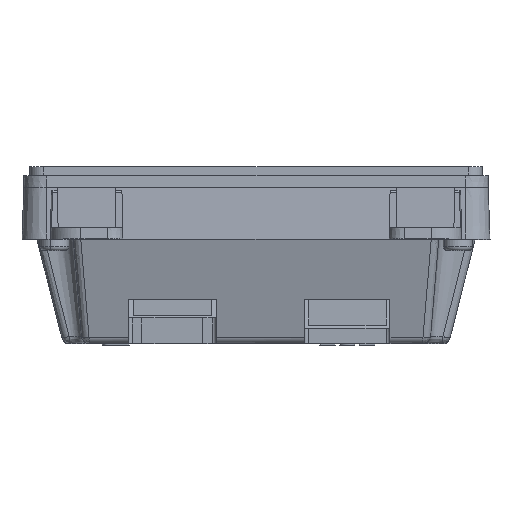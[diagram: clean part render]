
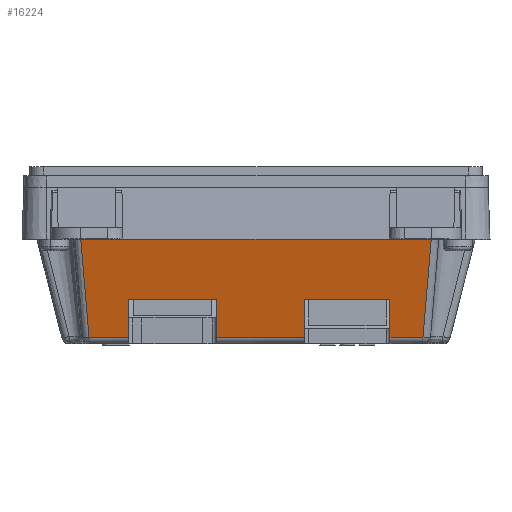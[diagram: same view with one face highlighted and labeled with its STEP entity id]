
A CAD part, top view. The second image highlights one B-rep face of the part: STEP entity #16224.
In plain terms, the highlighted planar face has unit normal (0, -0.248, 0.969).
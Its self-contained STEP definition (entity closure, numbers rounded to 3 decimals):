
#12 = CARTESIAN_POINT ( 'NONE',  ( 6.4, 9.8, 21.775 ) ) ;
#310 = CARTESIAN_POINT ( 'NONE',  ( 24., 4.752, 20.481 ) ) ;
#361 = ORIENTED_EDGE ( 'NONE', *, *, #25545, .T. ) ;
#635 = LINE ( 'NONE', #4986, #6238 ) ;
#1000 = CARTESIAN_POINT ( 'NONE',  ( 24., 17.7, 23.8 ) ) ;
#1272 = ORIENTED_EDGE ( 'NONE', *, *, #15320, .T. ) ;
#1520 = CARTESIAN_POINT ( 'NONE',  ( 22.147, 7.396, 21.159 ) ) ;
#1614 = CARTESIAN_POINT ( 'NONE',  ( 24., 17.7, 23.8 ) ) ;
#1715 = LINE ( 'NONE', #310, #18648 ) ;
#1770 = CARTESIAN_POINT ( 'NONE',  ( 24., 9.8, 21.775 ) ) ;
#1917 = CARTESIAN_POINT ( 'NONE',  ( 17.6, 4.752, 20.481 ) ) ;
#2046 = DIRECTION ( 'NONE',  ( 1., 0., 0. ) ) ;
#2095 = ORIENTED_EDGE ( 'NONE', *, *, #8817, .T. ) ;
#2189 = CARTESIAN_POINT ( 'NONE',  ( 6.4, 4.752, 20.481 ) ) ;
#2318 = VERTEX_POINT ( 'NONE', #1917 ) ;
#2662 = VERTEX_POINT ( 'NONE', #10296 ) ;
#2907 = ORIENTED_EDGE ( 'NONE', *, *, #6953, .T. ) ;
#3286 = CARTESIAN_POINT ( 'NONE',  ( 21.931, 4.752, 20.481 ) ) ;
#3502 = DIRECTION ( 'NONE',  ( -1., 0., 0. ) ) ;
#3765 = VERTEX_POINT ( 'NONE', #23162 ) ;
#3774 = CARTESIAN_POINT ( 'NONE',  ( 17.6, 9.8, 21.775 ) ) ;
#4026 = DIRECTION ( 'NONE',  ( 0., 0.969, 0.248 ) ) ;
#4136 = VECTOR ( 'NONE', #4026, 1000. ) ;
#4635 = EDGE_CURVE ( 'NONE', #2318, #22558, #22753, .T. ) ;
#4661 = EDGE_LOOP ( 'NONE', ( #16370, #8620, #16153, #1272, #2907, #13751, #361, #10288, #2095, #17222, #24352, #17782 ) ) ;
#4732 = DIRECTION ( 'NONE',  ( 0., 0.969, 0.248 ) ) ;
#4848 = B_SPLINE_CURVE_WITH_KNOTS ( 'NONE', 3,
 ( #24366, #20731, #8884, #18506 ),
 .UNSPECIFIED., .F., .F.,
 ( 4, 4 ),
 ( 0., 1. ),
 .UNSPECIFIED. ) ;
#4986 = CARTESIAN_POINT ( 'NONE',  ( -5.25, 9.8, 21.775 ) ) ;
#5038 = VECTOR ( 'NONE', #21694, 1000. ) ;
#5666 = CARTESIAN_POINT ( 'NONE',  ( 22.509, 11.712, 22.265 ) ) ;
#5748 = EDGE_CURVE ( 'NONE', #8777, #20227, #1715, .T. ) ;
#5897 = CARTESIAN_POINT ( 'NONE',  ( 24., 4.752, 20.481 ) ) ;
#6178 = VECTOR ( 'NONE', #18178, 1000. ) ;
#6238 = VECTOR ( 'NONE', #16684, 1000. ) ;
#6729 = CARTESIAN_POINT ( 'NONE',  ( 6.4, 4.752, 20.481 ) ) ;
#6834 = DIRECTION ( 'NONE',  ( 1., 0., 0. ) ) ;
#6953 = EDGE_CURVE ( 'NONE', #15832, #8777, #4848, .T. ) ;
#7690 = CARTESIAN_POINT ( 'NONE',  ( -16.75, 4.752, 20.481 ) ) ;
#7731 = EDGE_CURVE ( 'NONE', #23115, #2318, #23492, .T. ) ;
#7747 = DIRECTION ( 'NONE',  ( 1., 0., 0. ) ) ;
#8620 = ORIENTED_EDGE ( 'NONE', *, *, #4635, .T. ) ;
#8777 = VERTEX_POINT ( 'NONE', #24209 ) ;
#8817 = EDGE_CURVE ( 'NONE', #3765, #2662, #635, .T. ) ;
#8884 = CARTESIAN_POINT ( 'NONE',  ( -22.147, 7.396, 21.159 ) ) ;
#9373 = LINE ( 'NONE', #7690, #4136 ) ;
#9434 = FACE_OUTER_BOUND ( 'NONE', #4661, .T. ) ;
#9685 = VERTEX_POINT ( 'NONE', #13564 ) ;
#10088 = VECTOR ( 'NONE', #7747, 1000. ) ;
#10288 = ORIENTED_EDGE ( 'NONE', *, *, #23459, .T. ) ;
#10296 = CARTESIAN_POINT ( 'NONE',  ( -5.25, 4.752, 20.481 ) ) ;
#10727 = LINE ( 'NONE', #16427, #20577 ) ;
#13174 = VECTOR ( 'NONE', #21454, 1000. ) ;
#13490 = CARTESIAN_POINT ( 'NONE',  ( 23.017, 17.7, 23.8 ) ) ;
#13564 = CARTESIAN_POINT ( 'NONE',  ( 23.017, 17.7, 23.8 ) ) ;
#13751 = ORIENTED_EDGE ( 'NONE', *, *, #5748, .T. ) ;
#13869 = CARTESIAN_POINT ( 'NONE',  ( 24., 4.752, 20.481 ) ) ;
#14175 = CARTESIAN_POINT ( 'NONE',  ( -23.017, 17.7, 23.8 ) ) ;
#15084 = CARTESIAN_POINT ( 'NONE',  ( -16.75, 9.8, 21.775 ) ) ;
#15315 = LINE ( 'NONE', #5897, #10088 ) ;
#15320 = EDGE_CURVE ( 'NONE', #9685, #15832, #19930, .T. ) ;
#15445 = VERTEX_POINT ( 'NONE', #6729 ) ;
#15776 = EDGE_CURVE ( 'NONE', #2662, #15445, #15315, .T. ) ;
#15790 = CARTESIAN_POINT ( 'NONE',  ( 17.6, 9.8, 21.775 ) ) ;
#15832 = VERTEX_POINT ( 'NONE', #14175 ) ;
#16084 = DIRECTION ( 'NONE',  ( 1., 0., 0. ) ) ;
#16153 = ORIENTED_EDGE ( 'NONE', *, *, #20774, .T. ) ;
#16224 = ADVANCED_FACE ( 'NONE', ( #9434 ), #20709, .T. ) ;
#16370 = ORIENTED_EDGE ( 'NONE', *, *, #7731, .T. ) ;
#16427 = CARTESIAN_POINT ( 'NONE',  ( 24., 9.8, 21.775 ) ) ;
#16479 = VECTOR ( 'NONE', #2046, 1000. ) ;
#16593 = DIRECTION ( 'NONE',  ( 0., -0.248, 0.969 ) ) ;
#16684 = DIRECTION ( 'NONE',  ( 0., -0.969, -0.248 ) ) ;
#17211 = LINE ( 'NONE', #2189, #6178 ) ;
#17222 = ORIENTED_EDGE ( 'NONE', *, *, #15776, .T. ) ;
#17493 = EDGE_CURVE ( 'NONE', #24755, #23115, #10727, .T. ) ;
#17782 = ORIENTED_EDGE ( 'NONE', *, *, #17493, .T. ) ;
#17983 = AXIS2_PLACEMENT_3D ( 'NONE', #1000, #16593, #4732 ) ;
#18178 = DIRECTION ( 'NONE',  ( 0., 0.969, 0.248 ) ) ;
#18414 = LINE ( 'NONE', #1770, #13174 ) ;
#18506 = CARTESIAN_POINT ( 'NONE',  ( -21.931, 4.752, 20.481 ) ) ;
#18648 = VECTOR ( 'NONE', #16084, 1000. ) ;
#19408 = B_SPLINE_CURVE_WITH_KNOTS ( 'NONE', 3,
 ( #21296, #1520, #5666, #13490 ),
 .UNSPECIFIED., .F., .F.,
 ( 4, 4 ),
 ( 0., 1. ),
 .UNSPECIFIED. ) ;
#19930 = LINE ( 'NONE', #1614, #21153 ) ;
#20227 = VERTEX_POINT ( 'NONE', #22285 ) ;
#20323 = VERTEX_POINT ( 'NONE', #15084 ) ;
#20577 = VECTOR ( 'NONE', #6834, 1000. ) ;
#20709 = PLANE ( 'NONE',  #17983 ) ;
#20731 = CARTESIAN_POINT ( 'NONE',  ( -22.509, 11.712, 22.265 ) ) ;
#20774 = EDGE_CURVE ( 'NONE', #22558, #9685, #19408, .T. ) ;
#21153 = VECTOR ( 'NONE', #3502, 1000. ) ;
#21296 = CARTESIAN_POINT ( 'NONE',  ( 21.931, 4.752, 20.481 ) ) ;
#21454 = DIRECTION ( 'NONE',  ( 1., 0., 0. ) ) ;
#21694 = DIRECTION ( 'NONE',  ( 0., -0.969, -0.248 ) ) ;
#22285 = CARTESIAN_POINT ( 'NONE',  ( -16.75, 4.752, 20.481 ) ) ;
#22558 = VERTEX_POINT ( 'NONE', #3286 ) ;
#22753 = LINE ( 'NONE', #13869, #16479 ) ;
#23115 = VERTEX_POINT ( 'NONE', #3774 ) ;
#23162 = CARTESIAN_POINT ( 'NONE',  ( -5.25, 9.8, 21.775 ) ) ;
#23459 = EDGE_CURVE ( 'NONE', #20323, #3765, #18414, .T. ) ;
#23492 = LINE ( 'NONE', #15790, #5038 ) ;
#24209 = CARTESIAN_POINT ( 'NONE',  ( -21.931, 4.752, 20.481 ) ) ;
#24352 = ORIENTED_EDGE ( 'NONE', *, *, #24823, .T. ) ;
#24366 = CARTESIAN_POINT ( 'NONE',  ( -23.017, 17.7, 23.8 ) ) ;
#24755 = VERTEX_POINT ( 'NONE', #12 ) ;
#24823 = EDGE_CURVE ( 'NONE', #15445, #24755, #17211, .T. ) ;
#25545 = EDGE_CURVE ( 'NONE', #20227, #20323, #9373, .T. ) ;
